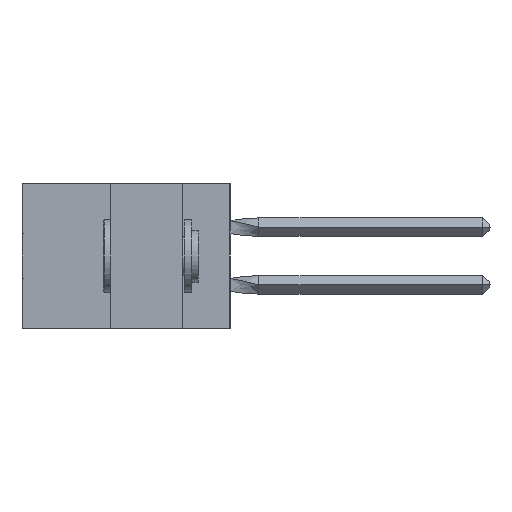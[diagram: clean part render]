
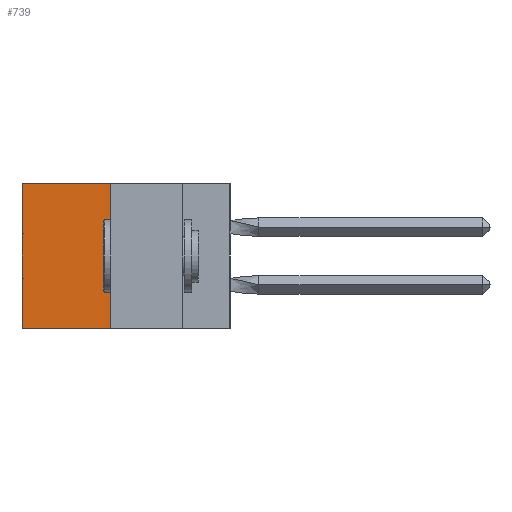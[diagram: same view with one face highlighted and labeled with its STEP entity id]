
A CAD part, left-side view. The second image highlights one B-rep face of the part: STEP entity #739.
In plain terms, the highlighted planar face has unit normal (-1, 0, 0).
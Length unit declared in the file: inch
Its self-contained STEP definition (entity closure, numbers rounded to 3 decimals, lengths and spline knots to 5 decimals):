
#291 = VERTEX_POINT ( 'NONE', #22486 ) ;
#739 = ADVANCED_FACE ( 'NONE', ( #15332 ), #47148, .F. ) ;
#1079 = DIRECTION ( 'NONE',  ( 0., 0., -1. ) ) ;
#1296 = VECTOR ( 'NONE', #1079, 39.37008 ) ;
#3475 = DIRECTION ( 'NONE',  ( 0., 0., -1. ) ) ;
#4691 = AXIS2_PLACEMENT_3D ( 'NONE', #9305, #28297, #20665 ) ;
#4924 = VERTEX_POINT ( 'NONE', #26141 ) ;
#5649 = DIRECTION ( 'NONE',  ( 0., 1., 0. ) ) ;
#5731 = VECTOR ( 'NONE', #5649, 39.37008 ) ;
#6578 = EDGE_LOOP ( 'NONE', ( #30986, #29121, #13459, #41758 ) ) ;
#8007 = EDGE_CURVE ( 'NONE', #21147, #291, #33655, .T. ) ;
#9305 = CARTESIAN_POINT ( 'NONE',  ( 0.305, 0.413, -0.5 ) ) ;
#11910 = CARTESIAN_POINT ( 'NONE',  ( 0.305, 0.413, -0.5 ) ) ;
#12060 = LINE ( 'NONE', #18198, #17914 ) ;
#13459 = ORIENTED_EDGE ( 'NONE', *, *, #47604, .F. ) ;
#15332 = FACE_OUTER_BOUND ( 'NONE', #6578, .T. ) ;
#17538 = EDGE_CURVE ( 'NONE', #4924, #45709, #45309, .T. ) ;
#17914 = VECTOR ( 'NONE', #3475, 39.37008 ) ;
#18198 = CARTESIAN_POINT ( 'NONE',  ( 0.305, 0.72, -0.5 ) ) ;
#20665 = DIRECTION ( 'NONE',  ( 0., 0., -1. ) ) ;
#21147 = VERTEX_POINT ( 'NONE', #40115 ) ;
#21177 = LINE ( 'NONE', #11910, #1296 ) ;
#22486 = CARTESIAN_POINT ( 'NONE',  ( 0.305, 0.72, 0. ) ) ;
#26141 = CARTESIAN_POINT ( 'NONE',  ( 0.305, 0.413, -0.5 ) ) ;
#27619 = CARTESIAN_POINT ( 'NONE',  ( 0.305, 0.413, -0.5 ) ) ;
#28263 = CARTESIAN_POINT ( 'NONE',  ( 0.305, 0.413, 0. ) ) ;
#28297 = DIRECTION ( 'NONE',  ( 1., 0., 0. ) ) ;
#29121 = ORIENTED_EDGE ( 'NONE', *, *, #17538, .F. ) ;
#30986 = ORIENTED_EDGE ( 'NONE', *, *, #40684, .T. ) ;
#33655 = LINE ( 'NONE', #28263, #5731 ) ;
#34786 = DIRECTION ( 'NONE',  ( 0., 1., 0. ) ) ;
#34798 = CARTESIAN_POINT ( 'NONE',  ( 0.305, 0.72, -0.5 ) ) ;
#39374 = VECTOR ( 'NONE', #34786, 39.37008 ) ;
#40115 = CARTESIAN_POINT ( 'NONE',  ( 0.305, 0.413, 0. ) ) ;
#40684 = EDGE_CURVE ( 'NONE', #291, #45709, #12060, .T. ) ;
#41758 = ORIENTED_EDGE ( 'NONE', *, *, #8007, .T. ) ;
#45309 = LINE ( 'NONE', #27619, #39374 ) ;
#45709 = VERTEX_POINT ( 'NONE', #34798 ) ;
#47148 = PLANE ( 'NONE',  #4691 ) ;
#47604 = EDGE_CURVE ( 'NONE', #21147, #4924, #21177, .T. ) ;
